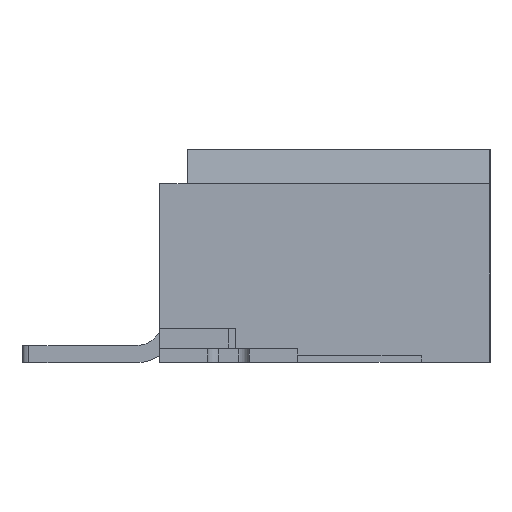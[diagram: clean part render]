
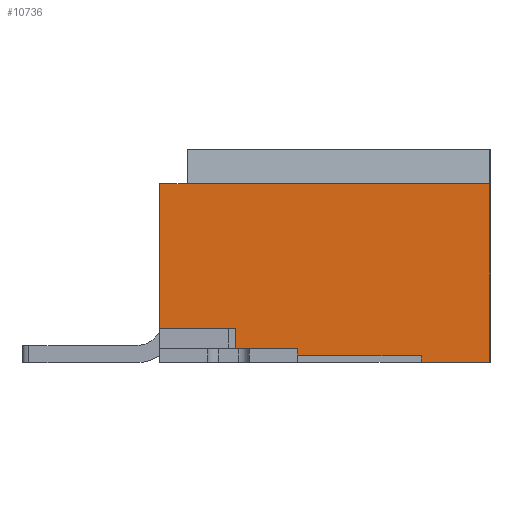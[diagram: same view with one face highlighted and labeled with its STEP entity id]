
A CAD part, left-side view. The second image highlights one B-rep face of the part: STEP entity #10736.
In plain terms, the highlighted planar face has unit normal (-1, 0, 0).
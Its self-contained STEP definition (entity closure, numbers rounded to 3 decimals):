
#1354=ORIENTED_EDGE('',*,*,#4247,.F.);
#1355=ORIENTED_EDGE('',*,*,#4248,.T.);
#1356=ORIENTED_EDGE('',*,*,#4249,.T.);
#1357=ORIENTED_EDGE('',*,*,#4250,.T.);
#1358=ORIENTED_EDGE('',*,*,#4251,.F.);
#1359=ORIENTED_EDGE('',*,*,#4252,.F.);
#1360=ORIENTED_EDGE('',*,*,#4253,.T.);
#1361=ORIENTED_EDGE('',*,*,#4254,.T.);
#1362=ORIENTED_EDGE('',*,*,#4255,.T.);
#4247=EDGE_CURVE('',#5660,#5661,#6840,.T.);
#4248=EDGE_CURVE('',#5660,#5662,#6841,.T.);
#4249=EDGE_CURVE('',#5662,#5663,#6842,.T.);
#4250=EDGE_CURVE('',#5663,#5664,#6843,.T.);
#4251=EDGE_CURVE('',#5665,#5664,#6844,.T.);
#4252=EDGE_CURVE('',#5666,#5665,#6845,.T.);
#4253=EDGE_CURVE('',#5666,#5173,#6846,.T.);
#4254=EDGE_CURVE('',#5173,#5667,#6847,.T.);
#4255=EDGE_CURVE('',#5667,#5661,#6848,.T.);
#5173=VERTEX_POINT('',#14937);
#5660=VERTEX_POINT('',#16220);
#5661=VERTEX_POINT('',#16221);
#5662=VERTEX_POINT('',#16223);
#5663=VERTEX_POINT('',#16225);
#5664=VERTEX_POINT('',#16227);
#5665=VERTEX_POINT('',#16229);
#5666=VERTEX_POINT('',#16231);
#5667=VERTEX_POINT('',#16234);
#6840=LINE('',#16219,#8338);
#6841=LINE('',#16222,#8339);
#6842=LINE('',#16224,#8340);
#6843=LINE('',#16226,#8341);
#6844=LINE('',#16228,#8342);
#6845=LINE('',#16230,#8343);
#6846=LINE('',#16232,#8344);
#6847=LINE('',#16233,#8345);
#6848=LINE('',#16235,#8346);
#8338=VECTOR('',#12957,1000.);
#8339=VECTOR('',#12958,1000.);
#8340=VECTOR('',#12959,1000.);
#8341=VECTOR('',#12960,1000.);
#8342=VECTOR('',#12961,1000.);
#8343=VECTOR('',#12962,1000.);
#8344=VECTOR('',#12963,1000.);
#8345=VECTOR('',#12964,1000.);
#8346=VECTOR('',#12965,1000.);
#9183=EDGE_LOOP('',(#1354,#1355,#1356,#1357,#1358,#1359,#1360,#1361,#1362));
#9716=FACE_BOUND('',#9183,.T.);
#10232=PLANE('',#11353);
#10736=ADVANCED_FACE('',(#9716),#10232,.F.);
#11353=AXIS2_PLACEMENT_3D('',#16218,#12955,#12956);
#12955=DIRECTION('',(1.,0.,0.));
#12956=DIRECTION('',(0.,0.,-1.));
#12957=DIRECTION('',(0.,1.,0.));
#12958=DIRECTION('',(0.,0.,-1.));
#12959=DIRECTION('',(0.,-1.,0.));
#12960=DIRECTION('',(0.,0.,-1.));
#12961=DIRECTION('',(0.,1.,0.));
#12962=DIRECTION('',(0.,0.,-1.));
#12963=DIRECTION('',(0.,1.,0.));
#12964=DIRECTION('',(0.,1.,0.));
#12965=DIRECTION('',(0.,0.,-1.));
#14937=CARTESIAN_POINT('',(-9.9,2.,1.05));
#16218=CARTESIAN_POINT('',(-9.9,-2.4,1.05));
#16219=CARTESIAN_POINT('',(-9.9,1.3,-1.05));
#16220=CARTESIAN_POINT('',(-9.9,1.3,-1.05));
#16221=CARTESIAN_POINT('',(-9.9,2.4,-1.05));
#16222=CARTESIAN_POINT('',(-9.9,1.3,-1.05));
#16223=CARTESIAN_POINT('',(-9.9,1.3,-1.45));
#16224=CARTESIAN_POINT('',(-9.9,2.4,-1.45));
#16225=CARTESIAN_POINT('',(-9.9,-1.4,-1.45));
#16226=CARTESIAN_POINT('',(-9.9,-1.4,-1.45));
#16227=CARTESIAN_POINT('',(-9.9,-1.4,-1.55));
#16228=CARTESIAN_POINT('',(-9.9,-2.4,-1.55));
#16229=CARTESIAN_POINT('',(-9.9,-2.4,-1.55));
#16230=CARTESIAN_POINT('',(-9.9,-2.4,1.05));
#16231=CARTESIAN_POINT('',(-9.9,-2.4,1.05));
#16232=CARTESIAN_POINT('',(-9.9,-2.4,1.05));
#16233=CARTESIAN_POINT('',(-9.9,2.,1.05));
#16234=CARTESIAN_POINT('',(-9.9,2.4,1.05));
#16235=CARTESIAN_POINT('',(-9.9,2.4,1.05));
